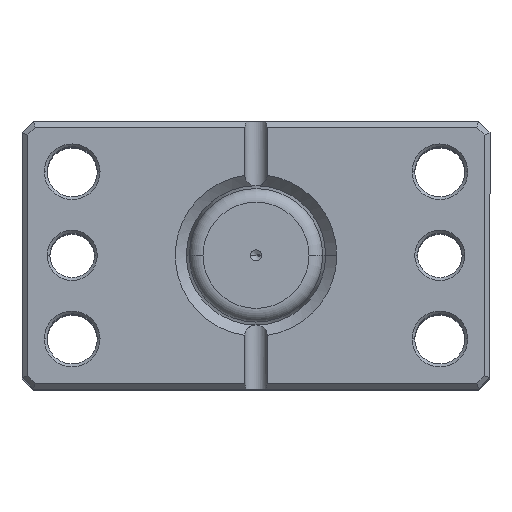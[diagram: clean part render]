
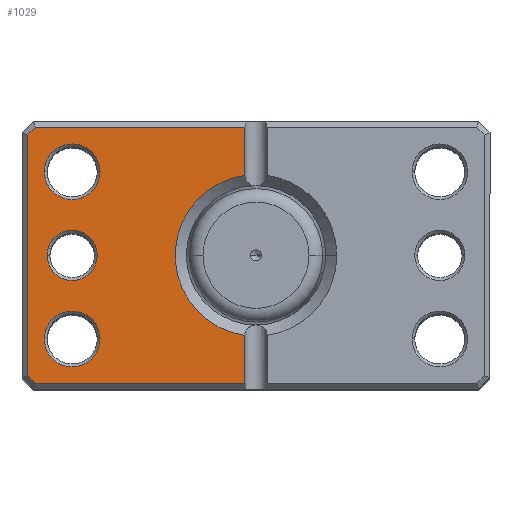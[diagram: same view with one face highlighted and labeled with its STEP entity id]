
A CAD part, top view. The second image highlights one B-rep face of the part: STEP entity #1029.
In plain terms, the highlighted face is planar.
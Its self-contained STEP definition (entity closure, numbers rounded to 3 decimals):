
#18 = EDGE_CURVE ( 'NONE', #6741, #1407, #4436, .T. ) ;
#75 = DIRECTION ( 'NONE',  ( 0., -1., 0. ) ) ;
#99 = DIRECTION ( 'NONE',  ( 1., 0., 0. ) ) ;
#103 = EDGE_LOOP ( 'NONE', ( #3315, #3462 ) ) ;
#152 = AXIS2_PLACEMENT_3D ( 'NONE', #4670, #1520, #5198 ) ;
#187 = DIRECTION ( 'NONE',  ( 1., 0., 0. ) ) ;
#243 = VERTEX_POINT ( 'NONE', #2702 ) ;
#322 = ORIENTED_EDGE ( 'NONE', *, *, #6303, .T. ) ;
#374 = DIRECTION ( 'NONE',  ( 0., 0., 1. ) ) ;
#401 = DIRECTION ( 'NONE',  ( 0., 1., 0. ) ) ;
#403 = CARTESIAN_POINT ( 'NONE',  ( 28., 15., 0. ) ) ;
#534 = CARTESIAN_POINT ( 'NONE',  ( 37.5, 0., 0. ) ) ;
#545 = CARTESIAN_POINT ( 'NONE',  ( 2., 24., 0. ) ) ;
#565 = LINE ( 'NONE', #545, #6025 ) ;
#584 = FACE_BOUND ( 'NONE', #3623, .T. ) ;
#636 = CARTESIAN_POINT ( 'NONE',  ( 33., -15., 0. ) ) ;
#700 = AXIS2_PLACEMENT_3D ( 'NONE', #3540, #374, #4084 ) ;
#725 = CIRCLE ( 'NONE', #152, 5. ) ;
#827 = EDGE_LOOP ( 'NONE', ( #4500, #4024 ) ) ;
#896 = CIRCLE ( 'NONE', #5551, 4.5 ) ;
#949 = DIRECTION ( 'NONE',  ( 0., 0., 1. ) ) ;
#1016 = EDGE_CURVE ( 'NONE', #6702, #243, #1217, .T. ) ;
#1022 = CARTESIAN_POINT ( 'NONE',  ( 39.586, -23., 0. ) ) ;
#1029 = ADVANCED_FACE ( 'NONE', ( #4495, #584, #4001, #1512 ), #2196, .F. ) ;
#1049 = VECTOR ( 'NONE', #401, 1000. ) ;
#1178 = EDGE_LOOP ( 'NONE', ( #6218, #6038, #4033, #322, #2542, #4045, #3509, #2844 ) ) ;
#1181 = DIRECTION ( 'NONE',  ( 1., 0., 0. ) ) ;
#1184 = VERTEX_POINT ( 'NONE', #4977 ) ;
#1217 = LINE ( 'NONE', #3241, #4385 ) ;
#1277 = CARTESIAN_POINT ( 'NONE',  ( 31.293, 31.293, 0. ) ) ;
#1309 = EDGE_CURVE ( 'NONE', #4475, #1440, #5779, .T. ) ;
#1407 = VERTEX_POINT ( 'NONE', #5324 ) ;
#1440 = VERTEX_POINT ( 'NONE', #5347 ) ;
#1470 = DIRECTION ( 'NONE',  ( -0.707, -0.707, 0. ) ) ;
#1512 = FACE_OUTER_BOUND ( 'NONE', #1178, .T. ) ;
#1520 = DIRECTION ( 'NONE',  ( 0., 0., 1. ) ) ;
#1584 = CARTESIAN_POINT ( 'NONE',  ( 2., 14.361, 0. ) ) ;
#1707 = ORIENTED_EDGE ( 'NONE', *, *, #3860, .T. ) ;
#1916 = VECTOR ( 'NONE', #1470, 1000. ) ;
#1957 = CARTESIAN_POINT ( 'NONE',  ( 2., 23., 0. ) ) ;
#1989 = LINE ( 'NONE', #2064, #4483 ) ;
#2064 = CARTESIAN_POINT ( 'NONE',  ( 0., 23., 0. ) ) ;
#2077 = CARTESIAN_POINT ( 'NONE',  ( 33., -15., 0. ) ) ;
#2196 = PLANE ( 'NONE',  #3578 ) ;
#2209 = AXIS2_PLACEMENT_3D ( 'NONE', #4133, #949, #4653 ) ;
#2271 = CARTESIAN_POINT ( 'NONE',  ( 0., -23., 0. ) ) ;
#2402 = CARTESIAN_POINT ( 'NONE',  ( 33., 0., 0. ) ) ;
#2520 = CARTESIAN_POINT ( 'NONE',  ( 31.293, -31.293, 0. ) ) ;
#2542 = ORIENTED_EDGE ( 'NONE', *, *, #4910, .T. ) ;
#2598 = DIRECTION ( 'NONE',  ( 1., 0., 0. ) ) ;
#2691 = CIRCLE ( 'NONE', #700, 14.5 ) ;
#2702 = CARTESIAN_POINT ( 'NONE',  ( 41., -21.586, 0. ) ) ;
#2824 = VERTEX_POINT ( 'NONE', #1957 ) ;
#2844 = ORIENTED_EDGE ( 'NONE', *, *, #18, .T. ) ;
#2953 = DIRECTION ( 'NONE',  ( 1., 0., 0. ) ) ;
#2969 = LINE ( 'NONE', #1277, #5435 ) ;
#3036 = CARTESIAN_POINT ( 'NONE',  ( 2., 24., 0. ) ) ;
#3108 = EDGE_CURVE ( 'NONE', #3765, #3718, #896, .T. ) ;
#3241 = CARTESIAN_POINT ( 'NONE',  ( 41., 0., 0. ) ) ;
#3266 = DIRECTION ( 'NONE',  ( 0., 0., 1. ) ) ;
#3315 = ORIENTED_EDGE ( 'NONE', *, *, #4856, .T. ) ;
#3355 = VERTEX_POINT ( 'NONE', #4983 ) ;
#3362 = DIRECTION ( 'NONE',  ( 0., 0., 1. ) ) ;
#3462 = ORIENTED_EDGE ( 'NONE', *, *, #3596, .T. ) ;
#3509 = ORIENTED_EDGE ( 'NONE', *, *, #4548, .T. ) ;
#3540 = CARTESIAN_POINT ( 'NONE',  ( 0., 0., 0. ) ) ;
#3561 = EDGE_CURVE ( 'NONE', #6352, #2824, #3876, .T. ) ;
#3578 = AXIS2_PLACEMENT_3D ( 'NONE', #5898, #3266, #99 ) ;
#3596 = EDGE_CURVE ( 'NONE', #4557, #6222, #725, .T. ) ;
#3617 = CARTESIAN_POINT ( 'NONE',  ( 41., 21.586, 0. ) ) ;
#3623 = EDGE_LOOP ( 'NONE', ( #4870, #1707 ) ) ;
#3703 = DIRECTION ( 'NONE',  ( 0., 1., 0. ) ) ;
#3710 = CIRCLE ( 'NONE', #2209, 4.5 ) ;
#3718 = VERTEX_POINT ( 'NONE', #534 ) ;
#3765 = VERTEX_POINT ( 'NONE', #4295 ) ;
#3860 = EDGE_CURVE ( 'NONE', #1440, #4475, #5560, .T. ) ;
#3876 = LINE ( 'NONE', #3036, #1049 ) ;
#3922 = DIRECTION ( 'NONE',  ( 0.707, -0.707, 0. ) ) ;
#4001 = FACE_BOUND ( 'NONE', #103, .T. ) ;
#4024 = ORIENTED_EDGE ( 'NONE', *, *, #6235, .T. ) ;
#4032 = AXIS2_PLACEMENT_3D ( 'NONE', #2077, #5770, #2598 ) ;
#4033 = ORIENTED_EDGE ( 'NONE', *, *, #3561, .T. ) ;
#4045 = ORIENTED_EDGE ( 'NONE', *, *, #1016, .T. ) ;
#4068 = CARTESIAN_POINT ( 'NONE',  ( 28., -15., 0. ) ) ;
#4084 = DIRECTION ( 'NONE',  ( 1., 0., 0. ) ) ;
#4128 = CARTESIAN_POINT ( 'NONE',  ( 38., 15., 0. ) ) ;
#4133 = CARTESIAN_POINT ( 'NONE',  ( 33., 0., 0. ) ) ;
#4295 = CARTESIAN_POINT ( 'NONE',  ( 28.5, 0., 0. ) ) ;
#4360 = DIRECTION ( 'NONE',  ( 0., 0., 1. ) ) ;
#4378 = CIRCLE ( 'NONE', #6584, 5. ) ;
#4385 = VECTOR ( 'NONE', #75, 1000. ) ;
#4436 = LINE ( 'NONE', #2271, #5671 ) ;
#4475 = VERTEX_POINT ( 'NONE', #4068 ) ;
#4483 = VECTOR ( 'NONE', #5741, 1000. ) ;
#4495 = FACE_BOUND ( 'NONE', #827, .T. ) ;
#4500 = ORIENTED_EDGE ( 'NONE', *, *, #3108, .T. ) ;
#4548 = EDGE_CURVE ( 'NONE', #243, #6741, #5633, .T. ) ;
#4557 = VERTEX_POINT ( 'NONE', #4128 ) ;
#4653 = DIRECTION ( 'NONE',  ( 1., 0., 0. ) ) ;
#4670 = CARTESIAN_POINT ( 'NONE',  ( 33., 15., 0. ) ) ;
#4856 = EDGE_CURVE ( 'NONE', #6222, #4557, #4378, .T. ) ;
#4870 = ORIENTED_EDGE ( 'NONE', *, *, #1309, .T. ) ;
#4910 = EDGE_CURVE ( 'NONE', #1184, #6702, #2969, .T. ) ;
#4977 = CARTESIAN_POINT ( 'NONE',  ( 39.586, 23., 0. ) ) ;
#4983 = CARTESIAN_POINT ( 'NONE',  ( 2., -14.361, 0. ) ) ;
#5152 = EDGE_CURVE ( 'NONE', #3355, #6352, #2691, .T. ) ;
#5198 = DIRECTION ( 'NONE',  ( 1., 0., 0. ) ) ;
#5324 = CARTESIAN_POINT ( 'NONE',  ( 2., -23., 0. ) ) ;
#5347 = CARTESIAN_POINT ( 'NONE',  ( 38., -15., 0. ) ) ;
#5435 = VECTOR ( 'NONE', #3922, 1000. ) ;
#5479 = DIRECTION ( 'NONE',  ( -1., 0., 0. ) ) ;
#5551 = AXIS2_PLACEMENT_3D ( 'NONE', #2402, #6103, #2953 ) ;
#5560 = CIRCLE ( 'NONE', #6180, 5. ) ;
#5633 = LINE ( 'NONE', #2520, #1916 ) ;
#5671 = VECTOR ( 'NONE', #5479, 1000. ) ;
#5741 = DIRECTION ( 'NONE',  ( 1., 0., 0. ) ) ;
#5770 = DIRECTION ( 'NONE',  ( 0., 0., 1. ) ) ;
#5779 = CIRCLE ( 'NONE', #4032, 5. ) ;
#5898 = CARTESIAN_POINT ( 'NONE',  ( 0., 0., 0. ) ) ;
#6025 = VECTOR ( 'NONE', #3703, 1000. ) ;
#6038 = ORIENTED_EDGE ( 'NONE', *, *, #5152, .T. ) ;
#6103 = DIRECTION ( 'NONE',  ( 0., 0., 1. ) ) ;
#6180 = AXIS2_PLACEMENT_3D ( 'NONE', #636, #4360, #1181 ) ;
#6218 = ORIENTED_EDGE ( 'NONE', *, *, #6786, .T. ) ;
#6222 = VERTEX_POINT ( 'NONE', #403 ) ;
#6235 = EDGE_CURVE ( 'NONE', #3718, #3765, #3710, .T. ) ;
#6303 = EDGE_CURVE ( 'NONE', #2824, #1184, #1989, .T. ) ;
#6352 = VERTEX_POINT ( 'NONE', #1584 ) ;
#6519 = CARTESIAN_POINT ( 'NONE',  ( 33., 15., 0. ) ) ;
#6584 = AXIS2_PLACEMENT_3D ( 'NONE', #6519, #3362, #187 ) ;
#6702 = VERTEX_POINT ( 'NONE', #3617 ) ;
#6741 = VERTEX_POINT ( 'NONE', #1022 ) ;
#6786 = EDGE_CURVE ( 'NONE', #1407, #3355, #565, .T. ) ;
